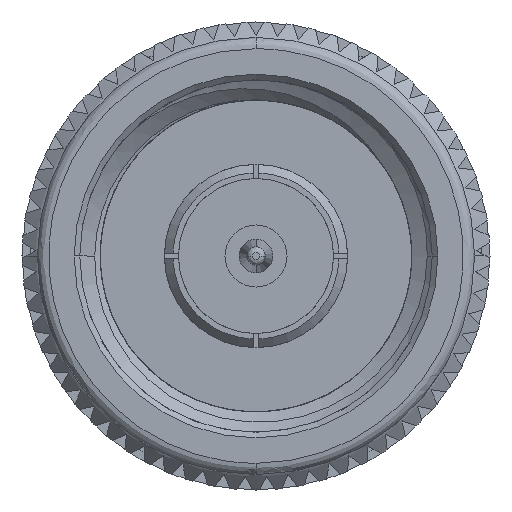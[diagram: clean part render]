
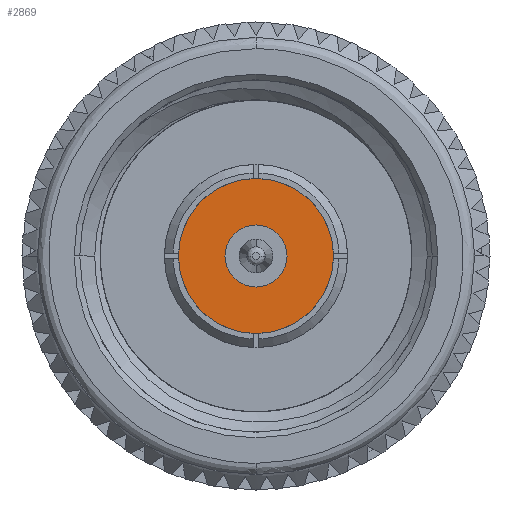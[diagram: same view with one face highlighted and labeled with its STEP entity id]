
A CAD part, left-side view. The second image highlights one B-rep face of the part: STEP entity #2869.
In plain terms, the highlighted face is planar.
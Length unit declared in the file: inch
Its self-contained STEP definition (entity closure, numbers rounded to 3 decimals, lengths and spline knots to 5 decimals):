
#1116 = CARTESIAN_POINT ( 'NONE',  ( 0., 0.86409, 0. ) ) ;
#1522 = CIRCLE ( 'NONE', #11064, 0.1375 ) ;
#1549 = EDGE_CURVE ( 'NONE', #6186, #9910, #8917, .T. ) ;
#2427 = CARTESIAN_POINT ( 'NONE',  ( -0.1375, 0.86409, 0. ) ) ;
#2747 = EDGE_CURVE ( 'NONE', #9989, #12795, #6205, .T. ) ;
#2869 = ADVANCED_FACE ( 'NONE', ( #16958, #4183 ), #16587, .T. ) ;
#3884 = CARTESIAN_POINT ( 'NONE',  ( 0.055, 0.86409, 0. ) ) ;
#4183 = FACE_OUTER_BOUND ( 'NONE', #13110, .T. ) ;
#4566 = CARTESIAN_POINT ( 'NONE',  ( 0., 0.86409, 0. ) ) ;
#4632 = CIRCLE ( 'NONE', #15072, 0.055 ) ;
#5326 = ORIENTED_EDGE ( 'NONE', *, *, #14947, .T. ) ;
#6186 = VERTEX_POINT ( 'NONE', #3884 ) ;
#6205 = CIRCLE ( 'NONE', #15730, 0.1375 ) ;
#6370 = ORIENTED_EDGE ( 'NONE', *, *, #2747, .T. ) ;
#6704 = DIRECTION ( 'NONE',  ( -1., 0., 0. ) ) ;
#7203 = DIRECTION ( 'NONE',  ( 1., 0., 0. ) ) ;
#8400 = DIRECTION ( 'NONE',  ( 1., 0., 0. ) ) ;
#8689 = EDGE_CURVE ( 'NONE', #9910, #6186, #4632, .T. ) ;
#8917 = CIRCLE ( 'NONE', #12182, 0.055 ) ;
#9351 = ORIENTED_EDGE ( 'NONE', *, *, #8689, .T. ) ;
#9722 = CARTESIAN_POINT ( 'NONE',  ( 0.1375, 0.86409, 0. ) ) ;
#9910 = VERTEX_POINT ( 'NONE', #16617 ) ;
#9989 = VERTEX_POINT ( 'NONE', #2427 ) ;
#10481 = DIRECTION ( 'NONE',  ( 1., 0., 0. ) ) ;
#10680 = AXIS2_PLACEMENT_3D ( 'NONE', #15199, #13796, #6704 ) ;
#11064 = AXIS2_PLACEMENT_3D ( 'NONE', #16360, #15433, #7203 ) ;
#11553 = DIRECTION ( 'NONE',  ( 1., 0., 0. ) ) ;
#11977 = CARTESIAN_POINT ( 'NONE',  ( 0., 0.86409, 0. ) ) ;
#12182 = AXIS2_PLACEMENT_3D ( 'NONE', #1116, #15316, #8400 ) ;
#12346 = ORIENTED_EDGE ( 'NONE', *, *, #1549, .T. ) ;
#12795 = VERTEX_POINT ( 'NONE', #9722 ) ;
#13110 = EDGE_LOOP ( 'NONE', ( #5326, #6370 ) ) ;
#13161 = DIRECTION ( 'NONE',  ( 0., 1., 0. ) ) ;
#13796 = DIRECTION ( 'NONE',  ( 0., 1., 0. ) ) ;
#14947 = EDGE_CURVE ( 'NONE', #12795, #9989, #1522, .T. ) ;
#15072 = AXIS2_PLACEMENT_3D ( 'NONE', #11977, #15912, #10481 ) ;
#15199 = CARTESIAN_POINT ( 'NONE',  ( 0., 0.86409, 0. ) ) ;
#15316 = DIRECTION ( 'NONE',  ( 0., -1., 0. ) ) ;
#15433 = DIRECTION ( 'NONE',  ( 0., 1., 0. ) ) ;
#15730 = AXIS2_PLACEMENT_3D ( 'NONE', #4566, #13161, #11553 ) ;
#15912 = DIRECTION ( 'NONE',  ( 0., -1., 0. ) ) ;
#16360 = CARTESIAN_POINT ( 'NONE',  ( 0., 0.86409, 0. ) ) ;
#16392 = EDGE_LOOP ( 'NONE', ( #12346, #9351 ) ) ;
#16587 = PLANE ( 'NONE',  #10680 ) ;
#16617 = CARTESIAN_POINT ( 'NONE',  ( -0.055, 0.86409, 0. ) ) ;
#16958 = FACE_BOUND ( 'NONE', #16392, .T. ) ;
